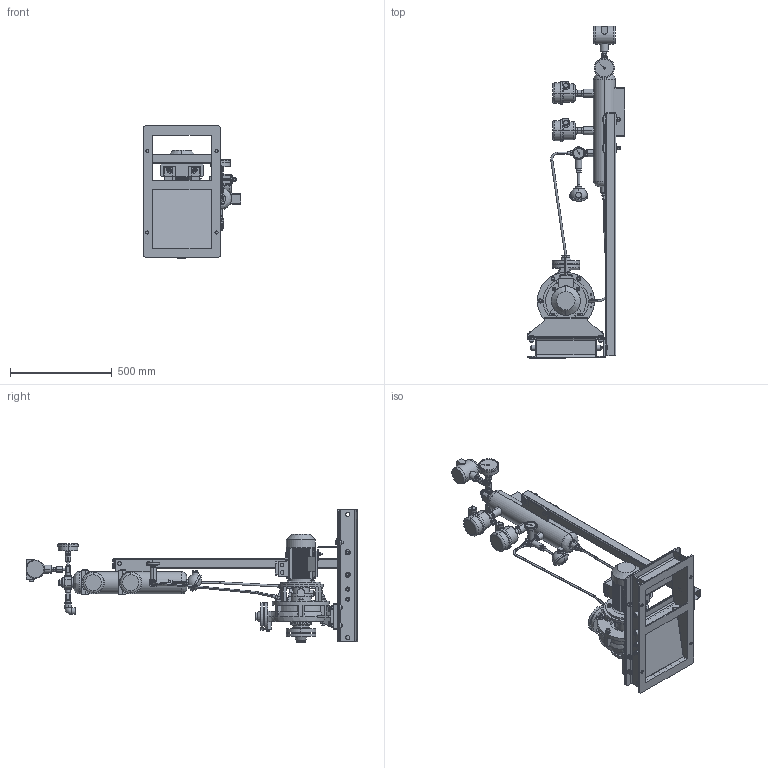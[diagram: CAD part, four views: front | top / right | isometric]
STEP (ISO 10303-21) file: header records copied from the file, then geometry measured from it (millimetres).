
FILE_DESCRIPTION (( 'STEP AP203' ), '1' );
FILE_NAME ('221-270-55Ò-ÐÑ2-07-02.step', '2023-07-26T16:40:37', ( 'adb' ), ( '' ), 'SwSTEP 2.0', 'SolidWorks 2016', '' );
FILE_SCHEMA (( 'CONFIG_CONTROL_DESIGN' ));
Products named in the file (1): 221-270-55Ò-ÐÑ2-07-02
Bounding box: 479 x 1630.5 x 652 mm (x, y, z)
Volume: 19551097.7 mm3; surface area: 3703949.3 mm2
Topology: 32 solids, 45 shells, 3074 faces, 7842 edges, 5036 vertices
Faces by surface type: plane 1563, cylinder 1114, cone 278, torus 67, bspline 42, sphere 10
Entity records: 107565 total; most frequent: CARTESIAN_POINT 32203, DIRECTION 15954, ORIENTED_EDGE 15652, EDGE_CURVE 7826, AXIS2_PLACEMENT_3D 6048, VERTEX_POINT 5030, VECTOR 3858, LINE 3858
